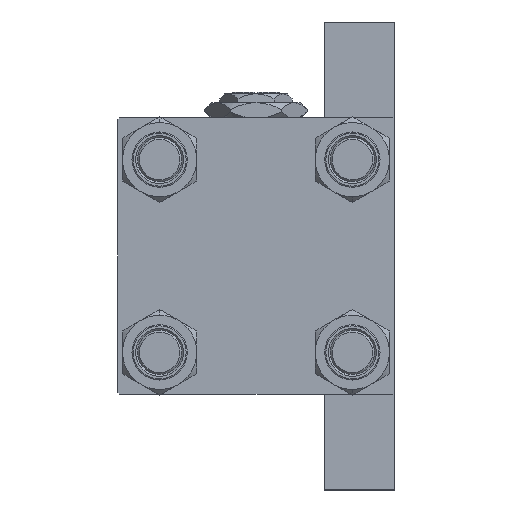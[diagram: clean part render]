
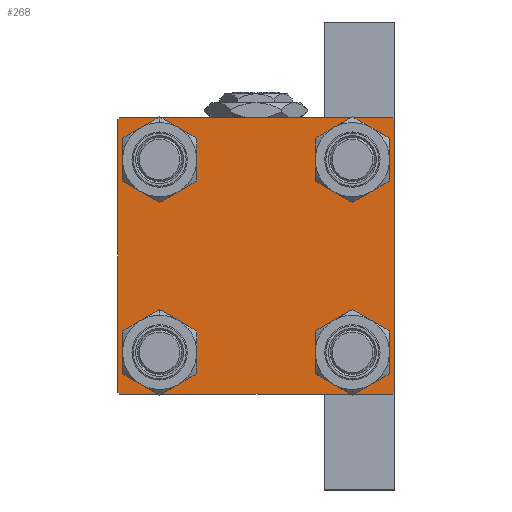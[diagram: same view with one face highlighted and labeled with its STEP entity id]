
A CAD part, left-side view. The second image highlights one B-rep face of the part: STEP entity #268.
In plain terms, the highlighted planar face has unit normal (-1, 0, 0).
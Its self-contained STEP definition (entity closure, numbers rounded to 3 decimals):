
#48 = EDGE_CURVE ( 'NONE', #24227, #22576, #32739, .T. ) ;
#268 = ADVANCED_FACE ( 'NONE', ( #6210, #33092, #33582, #48199, #37439 ), #1382, .T. ) ;
#410 = EDGE_CURVE ( 'NONE', #9836, #20358, #30289, .T. ) ;
#636 = CARTESIAN_POINT ( 'NONE',  ( 0., 26.15, -26.15 ) ) ;
#856 = AXIS2_PLACEMENT_3D ( 'NONE', #8486, #8225, #31762 ) ;
#1382 = PLANE ( 'NONE',  #13948 ) ;
#1892 = ORIENTED_EDGE ( 'NONE', *, *, #410, .T. ) ;
#1939 = CARTESIAN_POINT ( 'NONE',  ( 0., -37.5, 37.5 ) ) ;
#2561 = VERTEX_POINT ( 'NONE', #48924 ) ;
#2617 = ORIENTED_EDGE ( 'NONE', *, *, #37116, .T. ) ;
#2687 = DIRECTION ( 'NONE',  ( 1., 0., 0. ) ) ;
#2705 = DIRECTION ( 'NONE',  ( 1., 0., 0. ) ) ;
#3062 = EDGE_CURVE ( 'NONE', #37262, #13416, #36985, .T. ) ;
#3840 = DIRECTION ( 'NONE',  ( 0., -1., 0. ) ) ;
#4757 = DIRECTION ( 'NONE',  ( 0., -0.707, -0.707 ) ) ;
#5069 = DIRECTION ( 'NONE',  ( 1., 0., 0. ) ) ;
#5221 = ORIENTED_EDGE ( 'NONE', *, *, #13475, .T. ) ;
#5711 = CARTESIAN_POINT ( 'NONE',  ( 0., -26.15, -19.65 ) ) ;
#6210 = FACE_BOUND ( 'NONE', #18889, .T. ) ;
#6474 = CIRCLE ( 'NONE', #35079, 6.5 ) ;
#6499 = CARTESIAN_POINT ( 'NONE',  ( 0., 37.5, 37. ) ) ;
#6566 = CARTESIAN_POINT ( 'NONE',  ( 0., 26.15, 26.15 ) ) ;
#6619 = CARTESIAN_POINT ( 'NONE',  ( 0., -37., -37.5 ) ) ;
#7535 = ORIENTED_EDGE ( 'NONE', *, *, #30308, .T. ) ;
#7718 = CIRCLE ( 'NONE', #42743, 6.5 ) ;
#8225 = DIRECTION ( 'NONE',  ( 1., 0., 0. ) ) ;
#8486 = CARTESIAN_POINT ( 'NONE',  ( 0., 26.15, -26.15 ) ) ;
#8599 = EDGE_CURVE ( 'NONE', #17024, #13416, #24371, .T. ) ;
#9394 = VERTEX_POINT ( 'NONE', #44330 ) ;
#9836 = VERTEX_POINT ( 'NONE', #50027 ) ;
#10580 = CIRCLE ( 'NONE', #39166, 6.5 ) ;
#10812 = ORIENTED_EDGE ( 'NONE', *, *, #48967, .T. ) ;
#11897 = ORIENTED_EDGE ( 'NONE', *, *, #34648, .F. ) ;
#12526 = CIRCLE ( 'NONE', #29672, 6.5 ) ;
#13214 = DIRECTION ( 'NONE',  ( 0., 0.707, 0.707 ) ) ;
#13416 = VERTEX_POINT ( 'NONE', #17616 ) ;
#13475 = EDGE_CURVE ( 'NONE', #38702, #28041, #36458, .T. ) ;
#13948 = AXIS2_PLACEMENT_3D ( 'NONE', #16999, #48695, #28998 ) ;
#14089 = CARTESIAN_POINT ( 'NONE',  ( 0., 26.15, -32.65 ) ) ;
#14226 = CARTESIAN_POINT ( 'NONE',  ( 0., 37., -37.5 ) ) ;
#15539 = EDGE_CURVE ( 'NONE', #32528, #2561, #29896, .T. ) ;
#16234 = VERTEX_POINT ( 'NONE', #33993 ) ;
#16743 = ORIENTED_EDGE ( 'NONE', *, *, #48882, .T. ) ;
#16999 = CARTESIAN_POINT ( 'NONE',  ( 0., 0., 0. ) ) ;
#17024 = VERTEX_POINT ( 'NONE', #45132 ) ;
#17194 = CARTESIAN_POINT ( 'NONE',  ( 0., 26.15, 32.65 ) ) ;
#17616 = CARTESIAN_POINT ( 'NONE',  ( 0., -37., 37.5 ) ) ;
#17698 = ORIENTED_EDGE ( 'NONE', *, *, #15539, .T. ) ;
#17888 = VERTEX_POINT ( 'NONE', #6499 ) ;
#18058 = CARTESIAN_POINT ( 'NONE',  ( 0., -26.15, 26.15 ) ) ;
#18297 = DIRECTION ( 'NONE',  ( 0., 0., 1. ) ) ;
#18310 = DIRECTION ( 'NONE',  ( 0., 0., 1. ) ) ;
#18651 = DIRECTION ( 'NONE',  ( 0., -0.707, 0.707 ) ) ;
#18889 = EDGE_LOOP ( 'NONE', ( #26195, #42795 ) ) ;
#18962 = LINE ( 'NONE', #38895, #22086 ) ;
#19619 = CARTESIAN_POINT ( 'NONE',  ( 0., 37.25, -37.25 ) ) ;
#20233 = VERTEX_POINT ( 'NONE', #5711 ) ;
#20358 = VERTEX_POINT ( 'NONE', #14089 ) ;
#20636 = LINE ( 'NONE', #36230, #26675 ) ;
#20716 = EDGE_LOOP ( 'NONE', ( #24037, #2617 ) ) ;
#20951 = DIRECTION ( 'NONE',  ( 0., 0., 1. ) ) ;
#21019 = DIRECTION ( 'NONE',  ( 0., 0., -1. ) ) ;
#21026 = ORIENTED_EDGE ( 'NONE', *, *, #25240, .T. ) ;
#21392 = DIRECTION ( 'NONE',  ( 0., 0., -1. ) ) ;
#21424 = DIRECTION ( 'NONE',  ( 0., 0., 1. ) ) ;
#22086 = VECTOR ( 'NONE', #3840, 1000. ) ;
#22187 = DIRECTION ( 'NONE',  ( 1., 0., 0. ) ) ;
#22576 = VERTEX_POINT ( 'NONE', #47389 ) ;
#22881 = EDGE_CURVE ( 'NONE', #43485, #32528, #18962, .T. ) ;
#23001 = CIRCLE ( 'NONE', #28686, 6.5 ) ;
#23663 = ORIENTED_EDGE ( 'NONE', *, *, #3062, .T. ) ;
#24037 = ORIENTED_EDGE ( 'NONE', *, *, #33489, .T. ) ;
#24180 = CARTESIAN_POINT ( 'NONE',  ( 0., -37.5, 37. ) ) ;
#24227 = VERTEX_POINT ( 'NONE', #26478 ) ;
#24371 = LINE ( 'NONE', #48162, #26367 ) ;
#24825 = VECTOR ( 'NONE', #21392, 1000. ) ;
#25094 = CARTESIAN_POINT ( 'NONE',  ( 0., 37.5, 37.5 ) ) ;
#25099 = EDGE_CURVE ( 'NONE', #22576, #24227, #6474, .T. ) ;
#25240 = EDGE_CURVE ( 'NONE', #20358, #9836, #10580, .T. ) ;
#25561 = EDGE_LOOP ( 'NONE', ( #7535, #5221 ) ) ;
#26195 = ORIENTED_EDGE ( 'NONE', *, *, #25099, .T. ) ;
#26367 = VECTOR ( 'NONE', #28708, 1000. ) ;
#26478 = CARTESIAN_POINT ( 'NONE',  ( 0., -26.15, 19.65 ) ) ;
#26675 = VECTOR ( 'NONE', #29051, 1000. ) ;
#26994 = AXIS2_PLACEMENT_3D ( 'NONE', #18058, #2687, #18310 ) ;
#28041 = VERTEX_POINT ( 'NONE', #17194 ) ;
#28552 = LINE ( 'NONE', #1939, #24825 ) ;
#28686 = AXIS2_PLACEMENT_3D ( 'NONE', #33384, #41320, #18297 ) ;
#28708 = DIRECTION ( 'NONE',  ( 0., -1., 0. ) ) ;
#28833 = DIRECTION ( 'NONE',  ( 1., 0., 0. ) ) ;
#28998 = DIRECTION ( 'NONE',  ( 0., 0., 1. ) ) ;
#29051 = DIRECTION ( 'NONE',  ( 0., 0.707, -0.707 ) ) ;
#29178 = VECTOR ( 'NONE', #18651, 1000. ) ;
#29366 = CARTESIAN_POINT ( 'NONE',  ( 0., -26.15, -26.15 ) ) ;
#29427 = LINE ( 'NONE', #25094, #45497 ) ;
#29547 = CARTESIAN_POINT ( 'NONE',  ( 0., -37.25, 37.25 ) ) ;
#29672 = AXIS2_PLACEMENT_3D ( 'NONE', #29366, #5069, #20951 ) ;
#29896 = LINE ( 'NONE', #45756, #29178 ) ;
#30110 = DIRECTION ( 'NONE',  ( 0., 0., 1. ) ) ;
#30289 = CIRCLE ( 'NONE', #856, 6.5 ) ;
#30308 = EDGE_CURVE ( 'NONE', #28041, #38702, #23001, .T. ) ;
#31371 = LINE ( 'NONE', #19619, #47921 ) ;
#31762 = DIRECTION ( 'NONE',  ( 0., 0., 1. ) ) ;
#32359 = AXIS2_PLACEMENT_3D ( 'NONE', #6566, #22187, #30110 ) ;
#32528 = VERTEX_POINT ( 'NONE', #6619 ) ;
#32739 = CIRCLE ( 'NONE', #26994, 6.5 ) ;
#32847 = VECTOR ( 'NONE', #13214, 1000. ) ;
#33092 = FACE_BOUND ( 'NONE', #20716, .T. ) ;
#33384 = CARTESIAN_POINT ( 'NONE',  ( 0., 26.15, 26.15 ) ) ;
#33489 = EDGE_CURVE ( 'NONE', #20233, #9394, #12526, .T. ) ;
#33582 = FACE_BOUND ( 'NONE', #43705, .T. ) ;
#33915 = CARTESIAN_POINT ( 'NONE',  ( 0., -26.15, 26.15 ) ) ;
#33993 = CARTESIAN_POINT ( 'NONE',  ( 0., 37.5, -37. ) ) ;
#34648 = EDGE_CURVE ( 'NONE', #37262, #2561, #28552, .T. ) ;
#34679 = ORIENTED_EDGE ( 'NONE', *, *, #22881, .T. ) ;
#35079 = AXIS2_PLACEMENT_3D ( 'NONE', #33915, #2705, #37014 ) ;
#35682 = DIRECTION ( 'NONE',  ( 0., 0., 1. ) ) ;
#36230 = CARTESIAN_POINT ( 'NONE',  ( 0., 37.25, 37.25 ) ) ;
#36458 = CIRCLE ( 'NONE', #32359, 6.5 ) ;
#36985 = LINE ( 'NONE', #29547, #32847 ) ;
#37014 = DIRECTION ( 'NONE',  ( 0., 0., 1. ) ) ;
#37116 = EDGE_CURVE ( 'NONE', #9394, #20233, #7718, .T. ) ;
#37262 = VERTEX_POINT ( 'NONE', #24180 ) ;
#37439 = FACE_OUTER_BOUND ( 'NONE', #41719, .T. ) ;
#38702 = VERTEX_POINT ( 'NONE', #47800 ) ;
#38895 = CARTESIAN_POINT ( 'NONE',  ( 0., 37.5, -37.5 ) ) ;
#39166 = AXIS2_PLACEMENT_3D ( 'NONE', #636, #48218, #35682 ) ;
#41320 = DIRECTION ( 'NONE',  ( 1., 0., 0. ) ) ;
#41719 = EDGE_LOOP ( 'NONE', ( #42547, #16743, #34679, #17698, #11897, #23663, #48576, #10812 ) ) ;
#42547 = ORIENTED_EDGE ( 'NONE', *, *, #49790, .T. ) ;
#42743 = AXIS2_PLACEMENT_3D ( 'NONE', #44190, #28833, #21424 ) ;
#42795 = ORIENTED_EDGE ( 'NONE', *, *, #48, .T. ) ;
#43485 = VERTEX_POINT ( 'NONE', #14226 ) ;
#43705 = EDGE_LOOP ( 'NONE', ( #1892, #21026 ) ) ;
#44190 = CARTESIAN_POINT ( 'NONE',  ( 0., -26.15, -26.15 ) ) ;
#44330 = CARTESIAN_POINT ( 'NONE',  ( 0., -26.15, -32.65 ) ) ;
#45132 = CARTESIAN_POINT ( 'NONE',  ( 0., 37., 37.5 ) ) ;
#45497 = VECTOR ( 'NONE', #21019, 1000. ) ;
#45756 = CARTESIAN_POINT ( 'NONE',  ( 0., -37.25, -37.25 ) ) ;
#47389 = CARTESIAN_POINT ( 'NONE',  ( 0., -26.15, 32.65 ) ) ;
#47800 = CARTESIAN_POINT ( 'NONE',  ( 0., 26.15, 19.65 ) ) ;
#47921 = VECTOR ( 'NONE', #4757, 1000. ) ;
#48162 = CARTESIAN_POINT ( 'NONE',  ( 0., 37.5, 37.5 ) ) ;
#48199 = FACE_BOUND ( 'NONE', #25561, .T. ) ;
#48218 = DIRECTION ( 'NONE',  ( 1., 0., 0. ) ) ;
#48576 = ORIENTED_EDGE ( 'NONE', *, *, #8599, .F. ) ;
#48695 = DIRECTION ( 'NONE',  ( -1., 0., 0. ) ) ;
#48882 = EDGE_CURVE ( 'NONE', #16234, #43485, #31371, .T. ) ;
#48924 = CARTESIAN_POINT ( 'NONE',  ( 0., -37.5, -37. ) ) ;
#48967 = EDGE_CURVE ( 'NONE', #17024, #17888, #20636, .T. ) ;
#49790 = EDGE_CURVE ( 'NONE', #17888, #16234, #29427, .T. ) ;
#50027 = CARTESIAN_POINT ( 'NONE',  ( 0., 26.15, -19.65 ) ) ;
